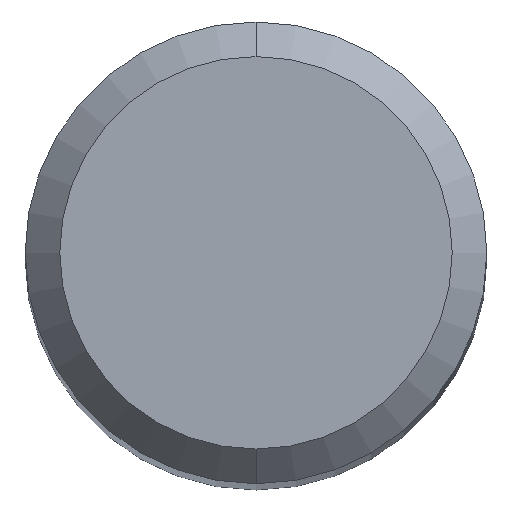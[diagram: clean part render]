
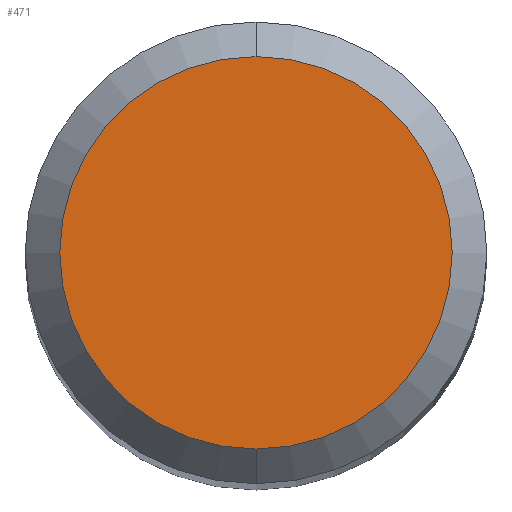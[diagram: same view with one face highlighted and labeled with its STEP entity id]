
A CAD part, top view. The second image highlights one B-rep face of the part: STEP entity #471.
In plain terms, the highlighted planar face has unit normal (0, 0, 1).
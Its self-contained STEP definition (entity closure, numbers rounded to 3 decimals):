
#471=ADVANCED_FACE('',(#1145),#1146,.T.);
#487=VERTEX_POINT('',#1164);
#603=VERTEX_POINT('',#1288);
#751=EDGE_CURVE('',#603,#487,#1447,.T.);
#989=EDGE_CURVE('',#487,#603,#1710,.T.);
#1145=FACE_OUTER_BOUND('',#2168,.T.);
#1146=PLANE('',#2169);
#1164=CARTESIAN_POINT('',(0.0,1.7,0.0));
#1288=CARTESIAN_POINT('',(0.,-1.7,0.0));
#1447=CIRCLE('',#3410,1.7);
#1710=CIRCLE('',#4726,1.7);
#2168=EDGE_LOOP('',(#4924,#4925));
#2169=AXIS2_PLACEMENT_3D('',#4926,#4927,#4928);
#3410=AXIS2_PLACEMENT_3D('',#5192,#5193,#5194);
#4726=AXIS2_PLACEMENT_3D('',#5504,#5505,#5506);
#4924=ORIENTED_EDGE('',*,*,#989,.F.);
#4925=ORIENTED_EDGE('',*,*,#751,.F.);
#4926=CARTESIAN_POINT('',(0.0,0.85,0.0));
#4927=DIRECTION('',(-0.0,0.0,1.0));
#4928=DIRECTION('',(0.0,-1.0,0.0));
#5192=CARTESIAN_POINT('',(0.0,0.0,0.0));
#5193=DIRECTION('',(0.0,0.0,-1.0));
#5194=DIRECTION('',(0.0,1.0,0.0));
#5504=CARTESIAN_POINT('',(0.0,0.0,0.0));
#5505=DIRECTION('',(0.0,0.0,-1.0));
#5506=DIRECTION('',(0.0,1.0,0.0));
